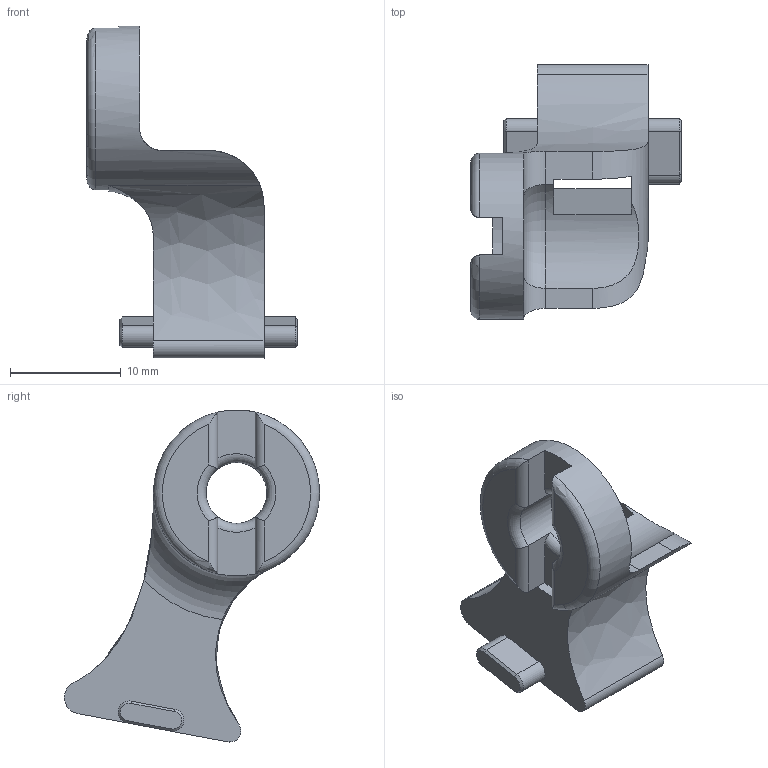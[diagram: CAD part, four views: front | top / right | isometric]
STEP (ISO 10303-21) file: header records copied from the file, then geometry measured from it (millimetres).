
FILE_DESCRIPTION(/* description */ (''),/* implementation_level */ '2;1');
FILE_NAME(/* name */ '',/* time_stamp */ '2024-06-24T22:11:52+08:00',/* author */ (''),/* organization */ (''),/* preprocessor_version */ 'ST-DEVELOPER v20',/* originating_system */ 'Autodesk Translation Framework v13.14.0.145',/* authorisation */ '');
FILE_SCHEMA (('AUTOMOTIVE_DESIGN { 1 0 10303 214 3 1 1 }'));
Length unit declared in the file: millimetre
Products named in the file (1): 身体后壳-绿荫修改版
Bounding box: 19 x 23.03 x 29.97 mm (x, y, z)
Volume: 2077.1 mm3; surface area: 2052.5 mm2
Topology: 1 solids, 1 shells, 63 faces, 166 edges, 104 vertices
Faces by surface type: plane 29, cylinder 17, torus 8, bspline 5, cone 4
Full cylindrical faces by diameter (mm): 5.5 x1
Entity records: 2418 total; most frequent: CARTESIAN_POINT 813, ORIENTED_EDGE 332, DIRECTION 294, EDGE_CURVE 166, VERTEX_POINT 104, AXIS2_PLACEMENT_3D 102, LINE 90, VECTOR 90
